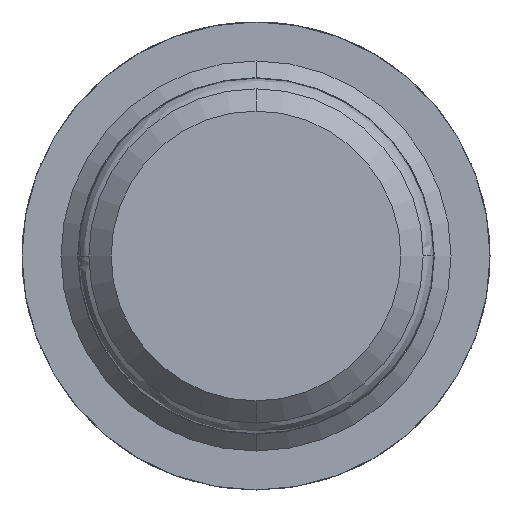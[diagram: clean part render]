
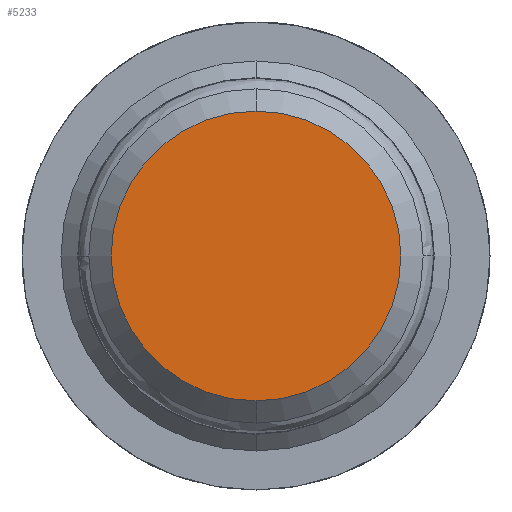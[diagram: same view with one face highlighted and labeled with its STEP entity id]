
A CAD part, front view. The second image highlights one B-rep face of the part: STEP entity #5233.
In plain terms, the highlighted planar face has unit normal (0, -1, 0).
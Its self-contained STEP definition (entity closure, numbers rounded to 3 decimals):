
#2 = DIRECTION ( 'NONE',  ( 0., 0., 1. ) ) ;
#123 = CIRCLE ( 'NONE', #1490, 1.3 ) ;
#927 = EDGE_CURVE ( 'NONE', #8419, #8031, #3300, .T. ) ;
#1352 = EDGE_CURVE ( 'NONE', #8031, #8419, #123, .T. ) ;
#1490 = AXIS2_PLACEMENT_3D ( 'NONE', #7321, #4090, #2 ) ;
#1993 = DIRECTION ( 'NONE',  ( 0., 0., 1. ) ) ;
#2294 = FACE_OUTER_BOUND ( 'NONE', #6893, .T. ) ;
#2515 = CARTESIAN_POINT ( 'NONE',  ( 0., -50., 1.3 ) ) ;
#2921 = AXIS2_PLACEMENT_3D ( 'NONE', #6829, #10117, #1993 ) ;
#3000 = CARTESIAN_POINT ( 'NONE',  ( 0., -50., -1.3 ) ) ;
#3300 = CIRCLE ( 'NONE', #2921, 1.3 ) ;
#4090 = DIRECTION ( 'NONE',  ( 0., 1., 0. ) ) ;
#5205 = ORIENTED_EDGE ( 'NONE', *, *, #927, .F. ) ;
#5233 = ADVANCED_FACE ( 'NONE', ( #2294 ), #6374, .F. ) ;
#5805 = AXIS2_PLACEMENT_3D ( 'NONE', #7274, #8084, #8049 ) ;
#6374 = PLANE ( 'NONE',  #5805 ) ;
#6829 = CARTESIAN_POINT ( 'NONE',  ( 0., -50., 0. ) ) ;
#6893 = EDGE_LOOP ( 'NONE', ( #5205, #7755 ) ) ;
#7274 = CARTESIAN_POINT ( 'NONE',  ( 0., -50., 0. ) ) ;
#7321 = CARTESIAN_POINT ( 'NONE',  ( 0., -50., 0. ) ) ;
#7755 = ORIENTED_EDGE ( 'NONE', *, *, #1352, .F. ) ;
#8031 = VERTEX_POINT ( 'NONE', #3000 ) ;
#8049 = DIRECTION ( 'NONE',  ( -1., 0., 0. ) ) ;
#8084 = DIRECTION ( 'NONE',  ( 0., 1., 0. ) ) ;
#8419 = VERTEX_POINT ( 'NONE', #2515 ) ;
#10117 = DIRECTION ( 'NONE',  ( 0., 1., 0. ) ) ;
